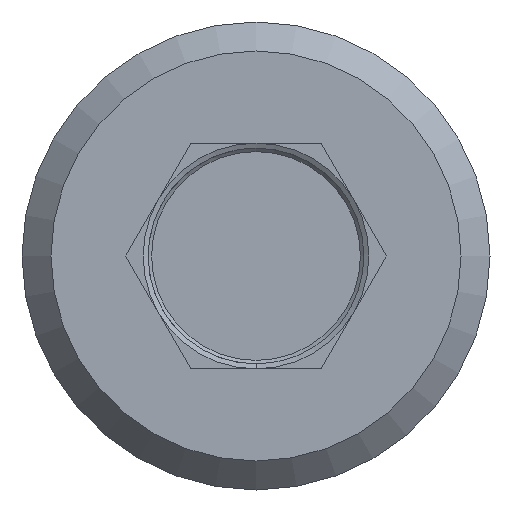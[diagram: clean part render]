
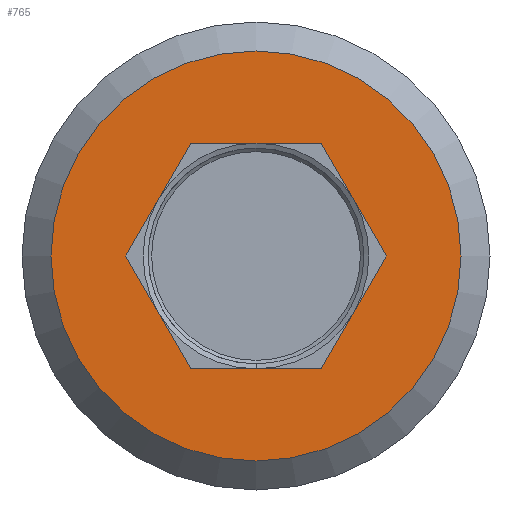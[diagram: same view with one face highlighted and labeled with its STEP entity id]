
A CAD part, left-side view. The second image highlights one B-rep face of the part: STEP entity #765.
In plain terms, the highlighted planar face has unit normal (-1, 0, 0).
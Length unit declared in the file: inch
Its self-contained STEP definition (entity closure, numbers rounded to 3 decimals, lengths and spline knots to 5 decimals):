
#17=FACE_BOUND('',#151,.T.);
#19=PLANE('',#843);
#77=CIRCLE('',#838,0.099);
#105=FACE_OUTER_BOUND('',#150,.T.);
#150=EDGE_LOOP('',(#602));
#151=EDGE_LOOP('',(#603,#604,#605,#606,#607,#608));
#219=LINE('',#2187,#271);
#220=LINE('',#2189,#272);
#221=LINE('',#2191,#273);
#222=LINE('',#2193,#274);
#223=LINE('',#2195,#275);
#224=LINE('',#2196,#276);
#271=VECTOR('',#978,39.37008);
#272=VECTOR('',#979,39.37008);
#273=VECTOR('',#980,39.37008);
#274=VECTOR('',#981,39.37008);
#275=VECTOR('',#982,39.37008);
#276=VECTOR('',#983,39.37008);
#355=VERTEX_POINT('',#2098);
#359=VERTEX_POINT('',#2185);
#360=VERTEX_POINT('',#2186);
#361=VERTEX_POINT('',#2188);
#362=VERTEX_POINT('',#2190);
#363=VERTEX_POINT('',#2192);
#364=VERTEX_POINT('',#2194);
#449=EDGE_CURVE('',#355,#355,#77,.T.);
#458=EDGE_CURVE('',#359,#360,#219,.T.);
#459=EDGE_CURVE('',#361,#360,#220,.T.);
#460=EDGE_CURVE('',#361,#362,#221,.T.);
#461=EDGE_CURVE('',#362,#363,#222,.T.);
#462=EDGE_CURVE('',#364,#363,#223,.T.);
#463=EDGE_CURVE('',#359,#364,#224,.T.);
#602=ORIENTED_EDGE('',*,*,#449,.T.);
#603=ORIENTED_EDGE('',*,*,#458,.T.);
#604=ORIENTED_EDGE('',*,*,#459,.F.);
#605=ORIENTED_EDGE('',*,*,#460,.T.);
#606=ORIENTED_EDGE('',*,*,#461,.T.);
#607=ORIENTED_EDGE('',*,*,#462,.F.);
#608=ORIENTED_EDGE('',*,*,#463,.F.);
#765=ADVANCED_FACE('',(#105,#17),#19,.T.);
#838=AXIS2_PLACEMENT_3D('',#2100,#964,#965);
#843=AXIS2_PLACEMENT_3D('',#2184,#976,#977);
#964=DIRECTION('center_axis',(-1.,0.,0.));
#965=DIRECTION('ref_axis',(0.,0.,1.));
#976=DIRECTION('center_axis',(-1.,0.,0.));
#977=DIRECTION('ref_axis',(0.,0.,1.));
#978=DIRECTION('',(0.,-0.5,0.866));
#979=DIRECTION('',(0.,1.,0.));
#980=DIRECTION('',(0.,-0.5,-0.866));
#981=DIRECTION('',(0.,0.5,-0.866));
#982=DIRECTION('',(0.,-1.,0.));
#983=DIRECTION('',(0.,-0.5,-0.866));
#2098=CARTESIAN_POINT('',(0.,0.,0.099));
#2100=CARTESIAN_POINT('Origin',(0.,0.,0.));
#2184=CARTESIAN_POINT('Origin',(0.,0.,0.));
#2185=CARTESIAN_POINT('',(0.,0.06293,0.));
#2186=CARTESIAN_POINT('',(0.,0.03147,0.0545));
#2187=CARTESIAN_POINT('',(0.,0.06293,0.));
#2188=CARTESIAN_POINT('',(0.,-0.03147,0.0545));
#2189=CARTESIAN_POINT('',(0.,-0.03147,0.0545));
#2190=CARTESIAN_POINT('',(0.,-0.06293,0.));
#2191=CARTESIAN_POINT('',(0.,-0.03147,0.0545));
#2192=CARTESIAN_POINT('',(0.,-0.03147,-0.0545));
#2193=CARTESIAN_POINT('',(0.,-0.06293,0.));
#2194=CARTESIAN_POINT('',(0.,0.03147,-0.0545));
#2195=CARTESIAN_POINT('',(0.,0.03147,-0.0545));
#2196=CARTESIAN_POINT('',(0.,0.06293,0.));
